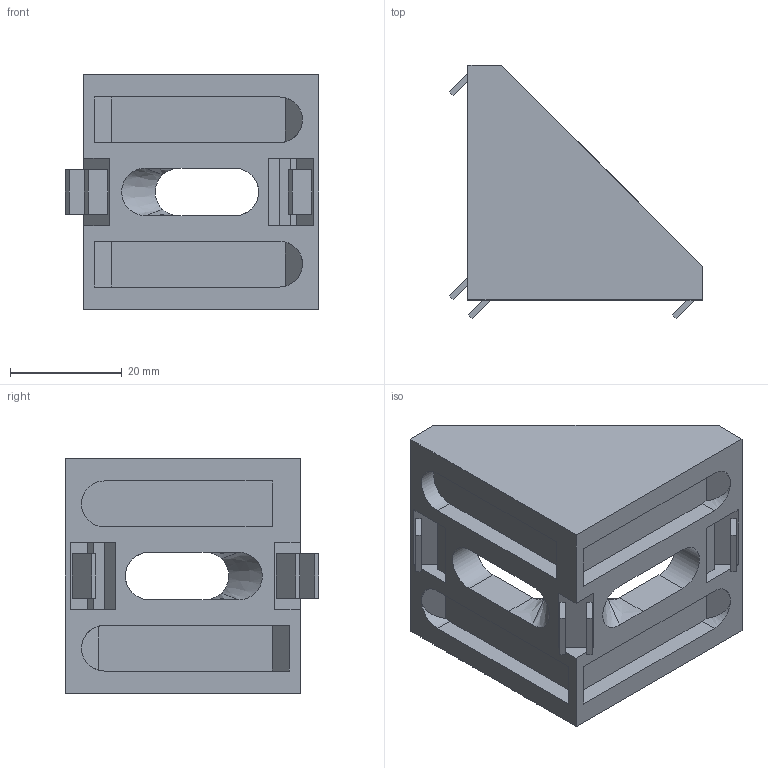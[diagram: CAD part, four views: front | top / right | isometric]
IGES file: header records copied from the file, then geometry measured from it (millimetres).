
Global section: file name: 304343; native system: Autodesk Inventor 2021; preprocessor: unknown; author: aluteckkpl_kk; date: 20221007.090150; units: millimetre
Bounding box: 45.34 x 45.34 x 42 mm (x, y, z)
Volume: 19104 mm3; surface area: 11862.7 mm2
Topology: 1 solids, 1 shells, 93 faces, 236 edges, 155 vertices
Faces by surface type: bspline 93
